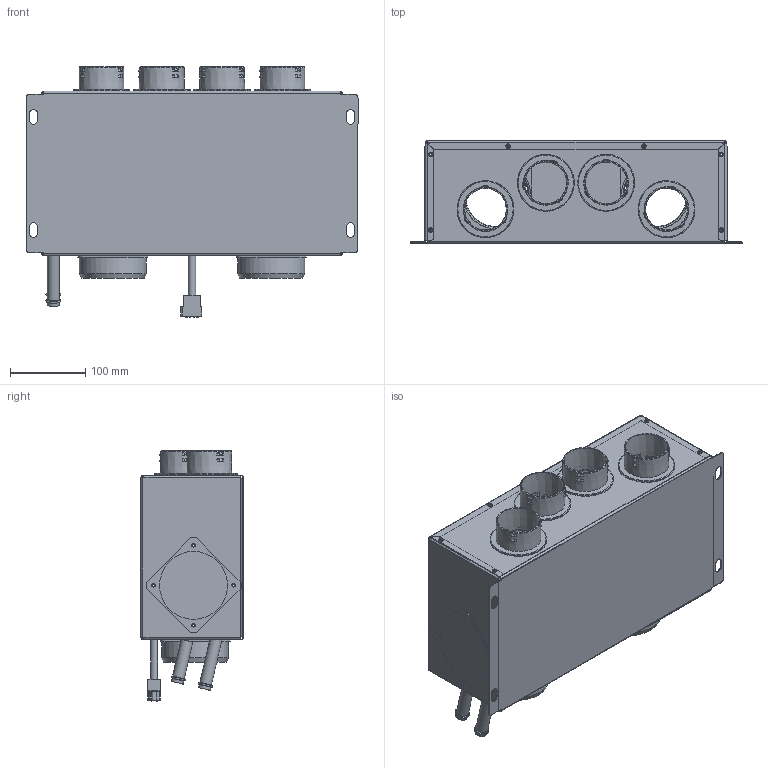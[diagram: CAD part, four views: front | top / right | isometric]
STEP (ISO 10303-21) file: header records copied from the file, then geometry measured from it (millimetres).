
FILE_DESCRIPTION(/* description */ ('UNIT HEATER 12V 9kW'),/* implementation_level */ '2;1');
FILE_NAME(/* name */ 'Marine Defroster 9 kW.stp',/* time_stamp */ '2020-01-24T13:48:58+01:00',/* author */ ('MICE'),/* organization */ ('Mobile Climate Control'),/* preprocessor_version */ 'ST-DEVELOPER v17',/* originating_system */ 'Autodesk Inventor 2018',/* authorisation */ 'Albin Pump Marine');
FILE_SCHEMA (('AUTOMOTIVE_DESIGN { 1 0 10303 214 3 1 1 }'));
Length unit declared in the file: millimetre
Products named in the file (13): C-S1W-035897; C-S1W-035898; C-S1W-035906; C-S1W-015702; C-S1W-035621; C-S1W-035617; 27-0200; C-S1W-035607; C-S1W-035609; C-S1W-037127; 23-8011; 20.001.00.002; C-S1W-037083
Assembly tree (18 placements, depth 3):
  C-S1W-035897
    C-S1W-035898
    C-S1W-035906
    C-S1W-015702  x2
    23-8011  x4
    C-S1W-035621
      C-S1W-035617
      27-0200  x2
      C-S1W-035607
      C-S1W-035609
    C-S1W-037127
    20.001.00.002  x2
    C-S1W-037083
Bounding box: 440 x 136.05 x 331.8 mm (x, y, z)
Volume: 407664.8 mm3; surface area: 892154.5 mm2
Topology: 14 solids, 14 shells, 1168 faces, 3222 edges, 2104 vertices
Faces by surface type: bspline 380, plane 362, cylinder 238, cone 124, torus 64
Full cylindrical faces by diameter (mm): 3 x28, 4.5 x8, 5 x8, 6 x15, 9.525 x1, 14.097 x4, 15.875 x6, 60 x4, 85.5 x2, 88.7 x2, 90 x4
Entity records: 23171 total; most frequent: CARTESIAN_POINT 8292, ORIENTED_EDGE 3138, DIRECTION 2758, EDGE_CURVE 1569, VERTEX_POINT 1014, AXIS2_PLACEMENT_3D 1009, EDGE_LOOP 753, LINE 740
